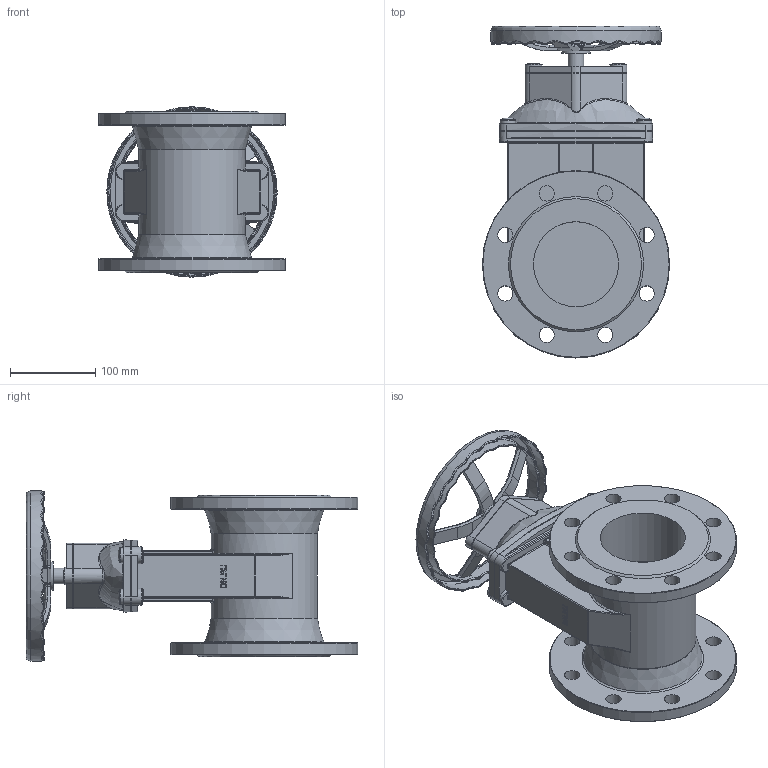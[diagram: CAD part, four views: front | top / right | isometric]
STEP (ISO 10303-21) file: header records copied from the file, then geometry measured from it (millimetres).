
FILE_DESCRIPTION(/* description */ (''),/* implementation_level */ '2;1');
FILE_NAME(/* name */ 'DN100_3D_STEP.stp',/* time_stamp */ '2025-09-18T17:09:53+03:00',/* author */ ('igorr'),/* organization */ (''),/* preprocessor_version */ 'ST-DEVELOPER v20',/* originating_system */ 'Autodesk Inventor 2025',/* authorisation */ '');
FILE_SCHEMA (('AUTOMOTIVE_DESIGN { 1 0 10303 214 3 1 1 }'));
Length unit declared in the file: millimetre
Products named in the file (6): Сборка_Чертежная; Деталь1; Rivet GB/T 1015-1986-6 X 12; Деталь1_1; AS 1110 - M10 x 16; AS 1420 - 1973 - M10 x 16
Assembly tree (9 placements, depth 2):
  Сборка_Чертежная
    Деталь1
    Rivet GB/T 1015-1986-6 X 12  x4
    Деталь1_1
    AS 1110 - M10 x 16
    AS 1420 - 1973 - M10 x 16  x2
Bounding box: 220 x 390 x 199.98 mm (x, y, z)
Volume: 3725000.3 mm3; surface area: 461783.9 mm2
Topology: 9 solids, 9 shells, 835 faces, 2052 edges, 1254 vertices
Faces by surface type: bspline 266, cylinder 234, plane 221, torus 79, cone 27, sphere 8
Full cylindrical faces by diameter (mm): 4.66 x4, 6 x4, 10 x11, 10.62 x4, 16 x5, 17.778 x1, 18 x21, 20 x2, 22.222 x1, 28.889 x1, 33.333 x1, 100 x2, 125 x1, 172.74 x1, 177.184 x1, 195.554 x1, 199.998 x1, 220 x2
Entity records: 31988 total; most frequent: CARTESIAN_POINT 13556, ORIENTED_EDGE 3872, DIRECTION 3270, EDGE_CURVE 1936, AXIS2_PLACEMENT_3D 1339, VERTEX_POINT 1188, EDGE_LOOP 874, FACE_OUTER_BOUND 787
